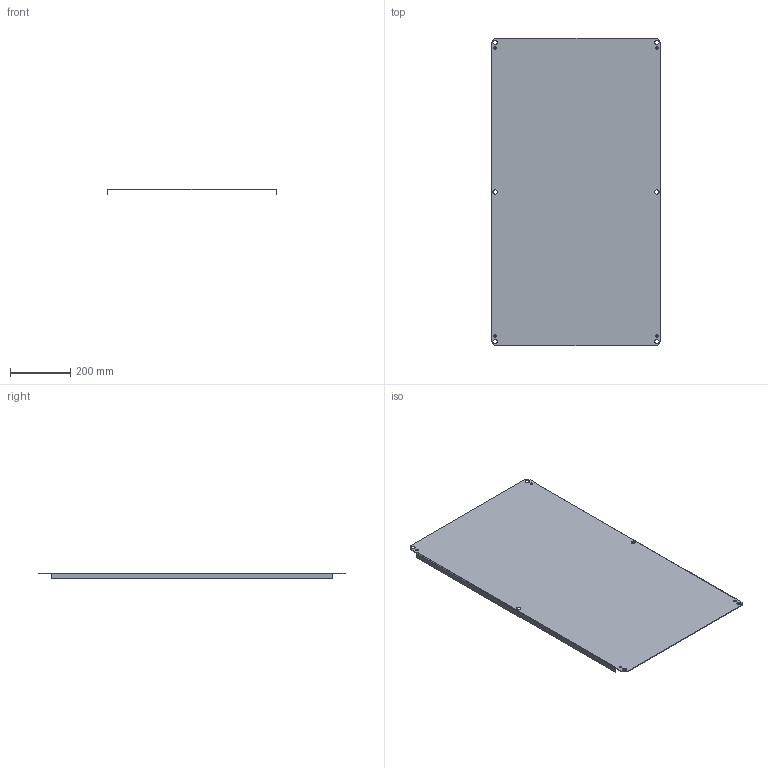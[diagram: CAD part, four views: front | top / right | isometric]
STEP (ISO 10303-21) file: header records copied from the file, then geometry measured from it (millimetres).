
FILE_DESCRIPTION(/* description */ ('PANEL,ULTIMATE,CS,40.2 X 22.2'),/* implementation_level */ '2;1');
FILE_NAME(/* name */ 'NP4224C.stp',/* time_stamp */ '2019-07-15T07:21:59-05:00',/* author */ ('EC'),/* organization */ (''),/* preprocessor_version */ 'ST-DEVELOPER v16.13',/* originating_system */ 'Autodesk Inventor 2018',/* authorisation */ '');
FILE_SCHEMA (('AUTOMOTIVE_DESIGN { 1 0 10303 214 3 1 1 }'));
Length unit declared in the file: inch
Products named in the file (1): NP4224C
Bounding box: 563.88 x 1021.08 x 19.66 mm (x, y, z)
Volume: 1441326.1 mm3; surface area: 1219130 mm2
Topology: 1 solids, 1 shells, 44 faces, 126 edges, 84 vertices
Faces by surface type: plane 30, cylinder 14
Full cylindrical faces by diameter (mm): 7.938 x4, 14.287 x6
Entity records: 1513 total; most frequent: CARTESIAN_POINT 245, DIRECTION 234, ORIENTED_EDGE 232, EDGE_CURVE 116, LINE 88, VECTOR 88, VERTEX_POINT 84, EDGE_LOOP 74
